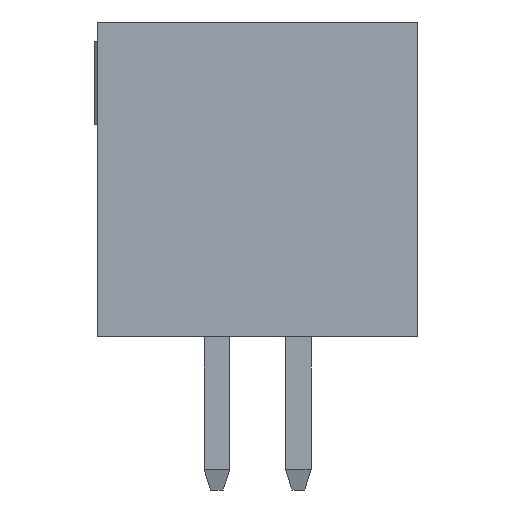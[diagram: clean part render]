
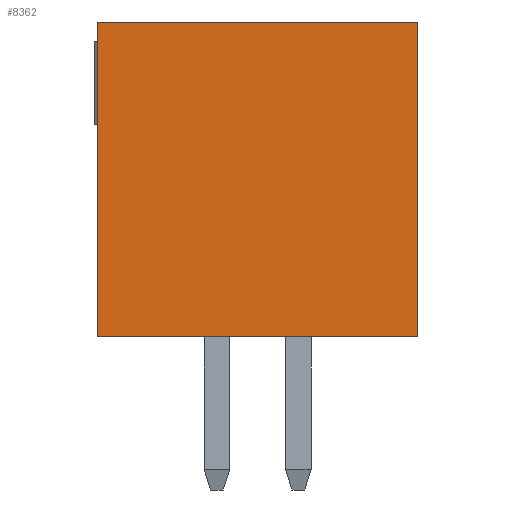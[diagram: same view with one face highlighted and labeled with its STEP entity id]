
A CAD part, front view. The second image highlights one B-rep face of the part: STEP entity #8362.
In plain terms, the highlighted face is planar.
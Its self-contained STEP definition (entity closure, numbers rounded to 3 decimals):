
#431=ORIENTED_EDGE('',*,*,#1985,.F.);
#432=ORIENTED_EDGE('',*,*,#1986,.F.);
#433=ORIENTED_EDGE('',*,*,#1987,.T.);
#434=ORIENTED_EDGE('',*,*,#1988,.T.);
#1985=EDGE_CURVE('',#2756,#2757,#3349,.T.);
#1986=EDGE_CURVE('',#2758,#2756,#3350,.T.);
#1987=EDGE_CURVE('',#2758,#2759,#3351,.T.);
#1988=EDGE_CURVE('',#2759,#2757,#3352,.T.);
#2756=VERTEX_POINT('',#11066);
#2757=VERTEX_POINT('',#11067);
#2758=VERTEX_POINT('',#11069);
#2759=VERTEX_POINT('',#11071);
#3349=LINE('',#11065,#4197);
#3350=LINE('',#11068,#4198);
#3351=LINE('',#11070,#4199);
#3352=LINE('',#11072,#4200);
#4197=VECTOR('',#9417,1000.);
#4198=VECTOR('',#9418,1000.);
#4199=VECTOR('',#9419,1000.);
#4200=VECTOR('',#9420,1000.);
#4864=EDGE_LOOP('',(#431,#432,#433,#434));
#5224=FACE_BOUND('',#4864,.T.);
#5584=PLANE('',#8716);
#8362=ADVANCED_FACE('',(#5224),#5584,.T.);
#8716=AXIS2_PLACEMENT_3D('',#11064,#9415,#9416);
#9415=DIRECTION('',(1.,0.,0.));
#9416=DIRECTION('',(0.,0.,-1.));
#9417=DIRECTION('',(0.,0.,-1.));
#9418=DIRECTION('',(0.,1.,0.));
#9419=DIRECTION('',(0.,0.,-1.));
#9420=DIRECTION('',(0.,1.,0.));
#11064=CARTESIAN_POINT('',(6.985,-2.5,2.45));
#11065=CARTESIAN_POINT('',(6.985,2.5,2.45));
#11066=CARTESIAN_POINT('',(6.985,2.5,2.45));
#11067=CARTESIAN_POINT('',(6.985,2.5,-2.45));
#11068=CARTESIAN_POINT('',(6.985,-2.5,2.45));
#11069=CARTESIAN_POINT('',(6.985,-2.5,2.45));
#11070=CARTESIAN_POINT('',(6.985,-2.5,2.45));
#11071=CARTESIAN_POINT('',(6.985,-2.5,-2.45));
#11072=CARTESIAN_POINT('',(6.985,-2.5,-2.45));
